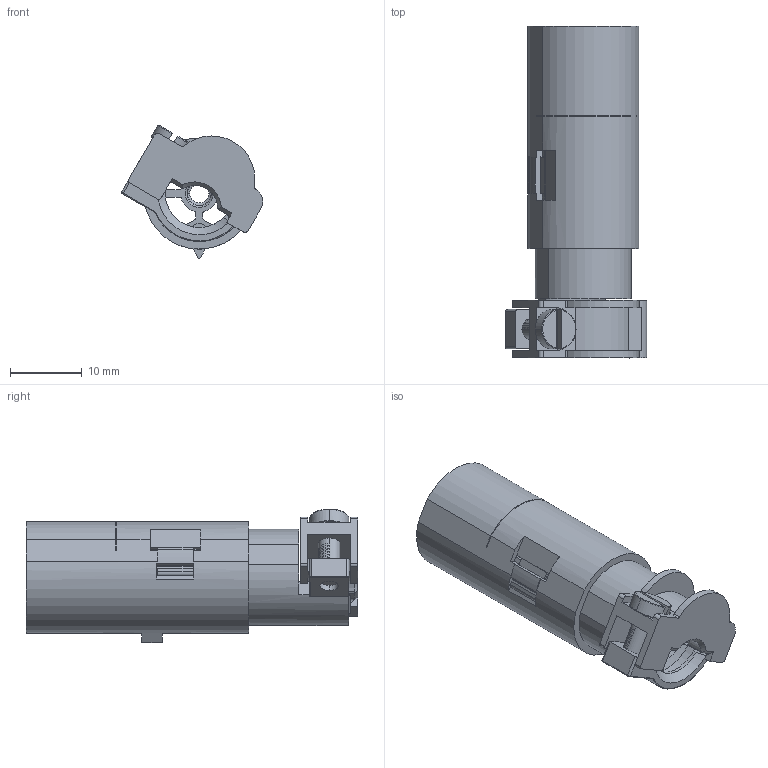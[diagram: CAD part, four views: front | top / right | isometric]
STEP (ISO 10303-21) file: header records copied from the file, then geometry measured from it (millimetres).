
FILE_DESCRIPTION((''),'2;1');
FILE_NAME('MALE-1PIN','2017-09-13T',('tl.yang'),(''),'PRO/ENGINEER BY PARAMETRIC TECHNOLOGY CORPORATION, 2011500','PRO/ENGINEER BY PARAMETRIC TECHNOLOGY CORPORATION, 2011500','');
FILE_SCHEMA(('CONFIG_CONTROL_DESIGN'));
Length unit declared in the file: millimetre
Products named in the file (1): MALE-1PIN
Bounding box: 19.73 x 46.25 x 18.66 mm (x, y, z)
Volume: 4217.6 mm3; surface area: 6913.4 mm2
Topology: 1 solids, 1 shells, 318 faces, 949 edges, 633 vertices
Faces by surface type: plane 174, cylinder 118, cone 17, torus 9
Entity records: 11065 total; most frequent: CARTESIAN_POINT 2242, ORIENTED_EDGE 1898, DIRECTION 1823, EDGE_CURVE 949, VERTEX_POINT 633, AXIS2_PLACEMENT_3D 614, VECTOR 595, LINE 595
